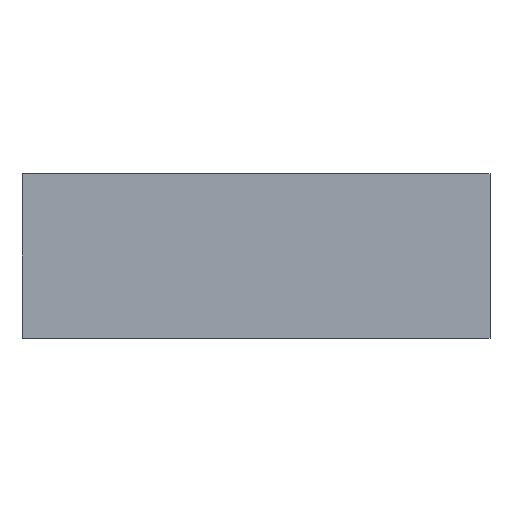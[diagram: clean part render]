
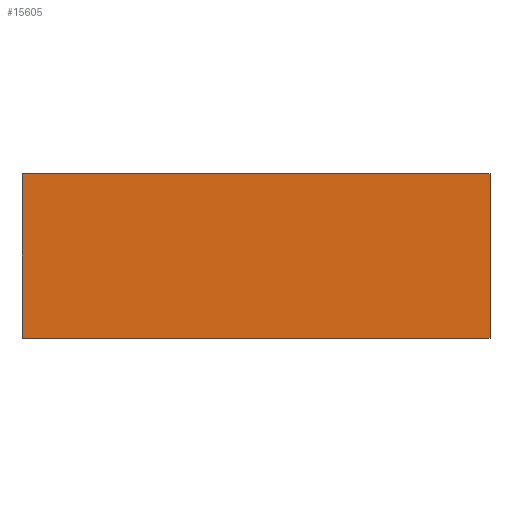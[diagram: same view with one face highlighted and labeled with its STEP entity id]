
A CAD part, front view. The second image highlights one B-rep face of the part: STEP entity #15605.
In plain terms, the highlighted planar face has unit normal (0, -1, 0).
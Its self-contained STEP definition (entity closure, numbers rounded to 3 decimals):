
#240 = EDGE_LOOP ( 'NONE', ( #9096, #3703, #28971, #3285 ) ) ;
#526 = CARTESIAN_POINT ( 'NONE',  ( 185., -20., 65. ) ) ;
#615 = EDGE_CURVE ( 'NONE', #10790, #10982, #7438, .T. ) ;
#854 = PLANE ( 'NONE',  #19174 ) ;
#1837 = CARTESIAN_POINT ( 'NONE',  ( 185., -20., 65. ) ) ;
#3120 = VECTOR ( 'NONE', #20841, 1000. ) ;
#3285 = ORIENTED_EDGE ( 'NONE', *, *, #33315, .T. ) ;
#3703 = ORIENTED_EDGE ( 'NONE', *, *, #17177, .T. ) ;
#4251 = DIRECTION ( 'NONE',  ( 0., -1., 0. ) ) ;
#5244 = CARTESIAN_POINT ( 'NONE',  ( -185., -20., 65. ) ) ;
#7438 = LINE ( 'NONE', #5244, #27701 ) ;
#9096 = ORIENTED_EDGE ( 'NONE', *, *, #615, .T. ) ;
#10764 = LINE ( 'NONE', #526, #23178 ) ;
#10790 = VERTEX_POINT ( 'NONE', #13888 ) ;
#10982 = VERTEX_POINT ( 'NONE', #26048 ) ;
#13688 = DIRECTION ( 'NONE',  ( 0., 0., -1. ) ) ;
#13888 = CARTESIAN_POINT ( 'NONE',  ( -185., -20., 65. ) ) ;
#14495 = DIRECTION ( 'NONE',  ( 0., 0., -1. ) ) ;
#14738 = CARTESIAN_POINT ( 'NONE',  ( -185., -20., 65. ) ) ;
#15246 = EDGE_CURVE ( 'NONE', #26646, #17077, #10764, .T. ) ;
#15605 = ADVANCED_FACE ( 'NONE', ( #23443 ), #854, .T. ) ;
#17077 = VERTEX_POINT ( 'NONE', #1837 ) ;
#17177 = EDGE_CURVE ( 'NONE', #10982, #26646, #26399, .T. ) ;
#19174 = AXIS2_PLACEMENT_3D ( 'NONE', #20226, #4251, #14495 ) ;
#20226 = CARTESIAN_POINT ( 'NONE',  ( 0., -20., 0. ) ) ;
#20287 = DIRECTION ( 'NONE',  ( -1., 0., 0. ) ) ;
#20841 = DIRECTION ( 'NONE',  ( 1., 0., 0. ) ) ;
#22399 = DIRECTION ( 'NONE',  ( 0., 0., 1. ) ) ;
#22501 = CARTESIAN_POINT ( 'NONE',  ( 185., -20., -65. ) ) ;
#23178 = VECTOR ( 'NONE', #22399, 1000. ) ;
#23443 = FACE_OUTER_BOUND ( 'NONE', #240, .T. ) ;
#26048 = CARTESIAN_POINT ( 'NONE',  ( -185., -20., -65. ) ) ;
#26399 = LINE ( 'NONE', #28916, #3120 ) ;
#26646 = VERTEX_POINT ( 'NONE', #22501 ) ;
#27701 = VECTOR ( 'NONE', #13688, 1000. ) ;
#28172 = LINE ( 'NONE', #14738, #29119 ) ;
#28916 = CARTESIAN_POINT ( 'NONE',  ( -185., -20., -65. ) ) ;
#28971 = ORIENTED_EDGE ( 'NONE', *, *, #15246, .T. ) ;
#29119 = VECTOR ( 'NONE', #20287, 1000. ) ;
#33315 = EDGE_CURVE ( 'NONE', #17077, #10790, #28172, .T. ) ;
